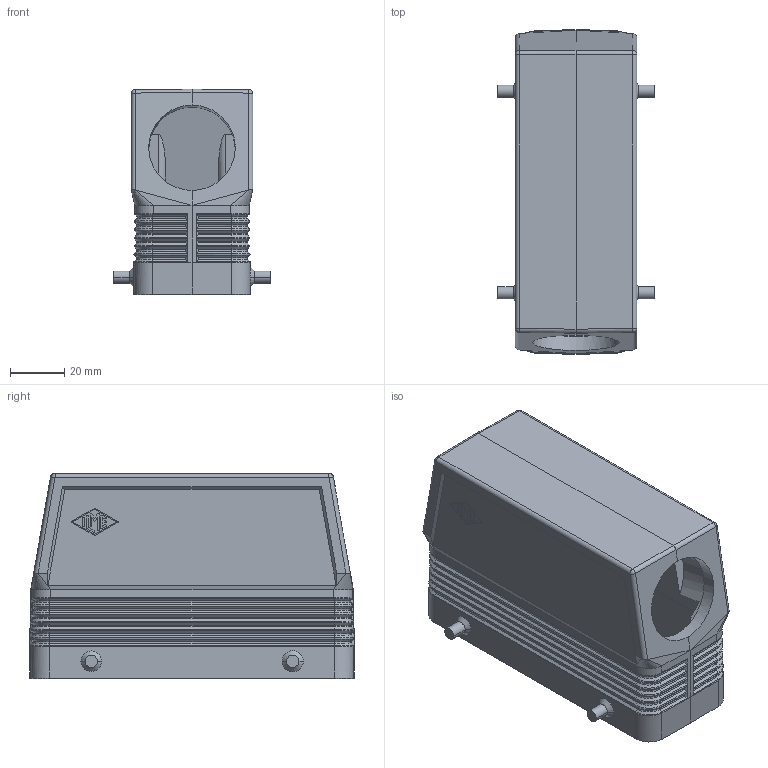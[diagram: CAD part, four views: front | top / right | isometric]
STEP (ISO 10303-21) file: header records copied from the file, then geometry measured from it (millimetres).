
FILE_DESCRIPTION(('Creo Elements/Direct Modeling STEP Export'),'2;1');
FILE_NAME('0ln7uvk49jku1us4820','2017-03-07T 9:56:15',(''),(''),'PTC Creo Elements/Direct Modeling STEP processor for AP214 (Solid Model)','PTC Creo Elements/Direct Modeling 19.0E 27-Jun-2016 (C) Parametric Technology GmbH','');
FILE_SCHEMA(('AUTOMOTIVE_DESIGN { 1 0 10303 214 1 1 1 1 }'));
Length unit declared in the file: millimetre
Products named in the file (2): MFOE_24.32M
Assembly tree (1 placements, depth 2):
  MFOE_24.32M
    MFOE_24.32M
Bounding box: 58 x 120 x 76 mm (x, y, z)
Volume: 103139.2 mm3; surface area: 54327.8 mm2
Topology: 1 solids, 1 shells, 481 faces, 1179 edges, 707 vertices
Faces by surface type: plane 211, cylinder 134, cone 56, torus 48, bspline 28, sphere 4
Entity records: 21971 total; most frequent: CARTESIAN_POINT 7190, ORIENTED_EDGE 2346, DIRECTION 2193, EDGE_CURVE 1173, AXIS2_PLACEMENT_3D 791, VERTEX_POINT 707, VECTOR 611, LINE 611
